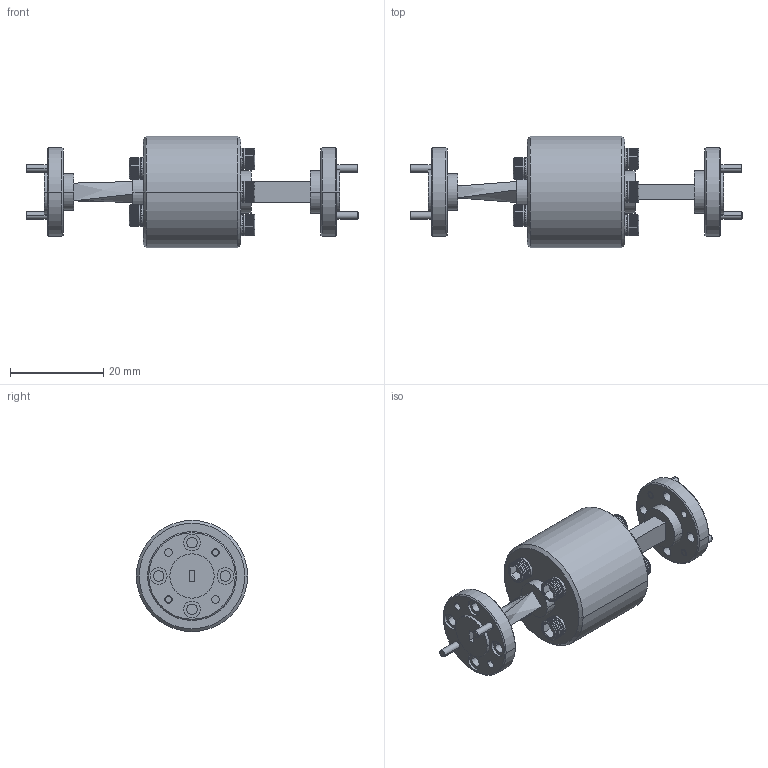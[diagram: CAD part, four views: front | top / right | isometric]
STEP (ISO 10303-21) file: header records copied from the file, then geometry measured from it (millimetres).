
FILE_DESCRIPTION (( 'STEP AP203' ), '1' );
FILE_NAME ('TF-SW.STEP', '2017-02-23T01:24:00', ( '' ), ( '' ), 'SwSTEP 2.0', 'SolidWorks 2013', '' );
FILE_SCHEMA (( 'CONFIG_CONTROL_DESIGN' ));
Length unit declared in the file: inch
Products named in the file (1): TF-SW
Bounding box: 71.2 x 23.88 x 23.88 mm (x, y, z)
Surface area: 5997.3 mm2 (no closed solid volume)
Topology: 0 solids, 23 shells, 931 faces, 2939 edges, 2052 vertices
Faces by surface type: plane 470, cylinder 389, cone 52, bspline 20
Entity records: 35082 total; most frequent: CARTESIAN_POINT 11039, ORIENTED_EDGE 5804, DIRECTION 4068, EDGE_CURVE 2936, VERTEX_POINT 2053, AXIS2_PLACEMENT_3D 1688, B_SPLINE_CURVE_WITH_KNOTS 1403, EDGE_LOOP 990
